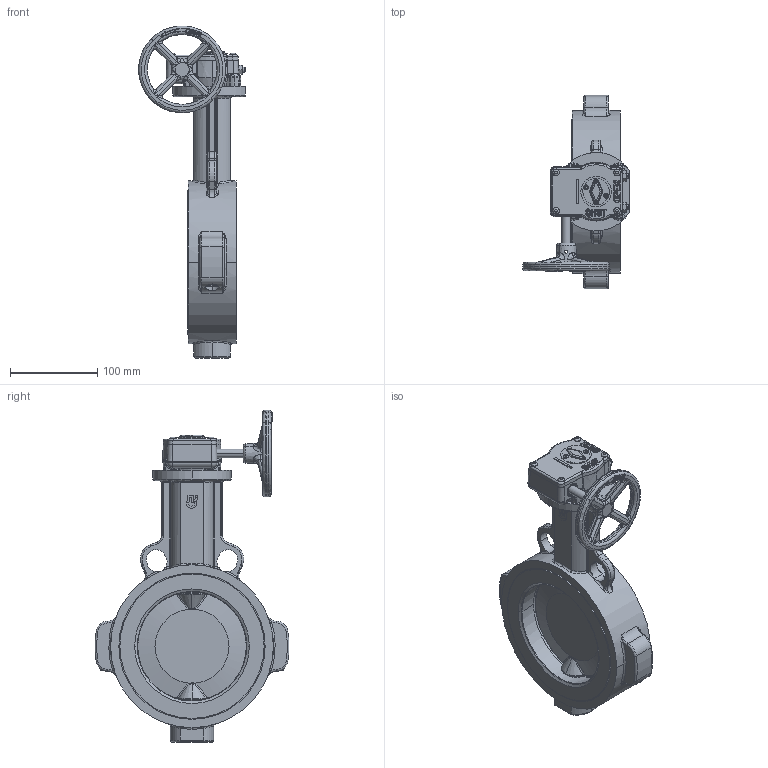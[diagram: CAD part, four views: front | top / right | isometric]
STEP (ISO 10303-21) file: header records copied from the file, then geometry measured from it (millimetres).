
FILE_DESCRIPTION(('HOOPS Exchange Step'),'2;1');
FILE_NAME('AK09_DN125_PN10-16_ansi150_jis10k_Handgetriebe.stp','2025-10-06T11:14:04+02:00',('nieru'),('Unknown organisation'),'HOOPS Exchange 2024.2','HOOPS Exchange','Unknown authorisation');
FILE_SCHEMA( ('AP203_CONFIGURATION_CONTROLLED_3D_DESIGN_OF_MECHANICAL_PARTS_AND_ASSEMBLIES_MIM_LF') );
Length unit declared in the file: millimetre
Products named in the file (3): 0; root
Assembly tree (2 placements, depth 3):
  root
    0
      0
Bounding box: 122.21 x 222.69 x 381.31 mm (x, y, z)
Volume: 1482760.4 mm3; surface area: 272117.5 mm2
Topology: 3 solids, 23 shells, 2299 faces, 5818 edges, 3441 vertices
Faces by surface type: cylinder 611, plane 488, bspline 450, cone 311, torus 295, sphere 144
Entity records: 176202 total; most frequent: CARTESIAN_POINT 128502, ORIENTED_EDGE 11274, DIRECTION 7451, EDGE_CURVE 5637, VERTEX_POINT 3441, AXIS2_PLACEMENT_3D 3103, B_SPLINE_CURVE_WITH_KNOTS 2804, EDGE_LOOP 2414
